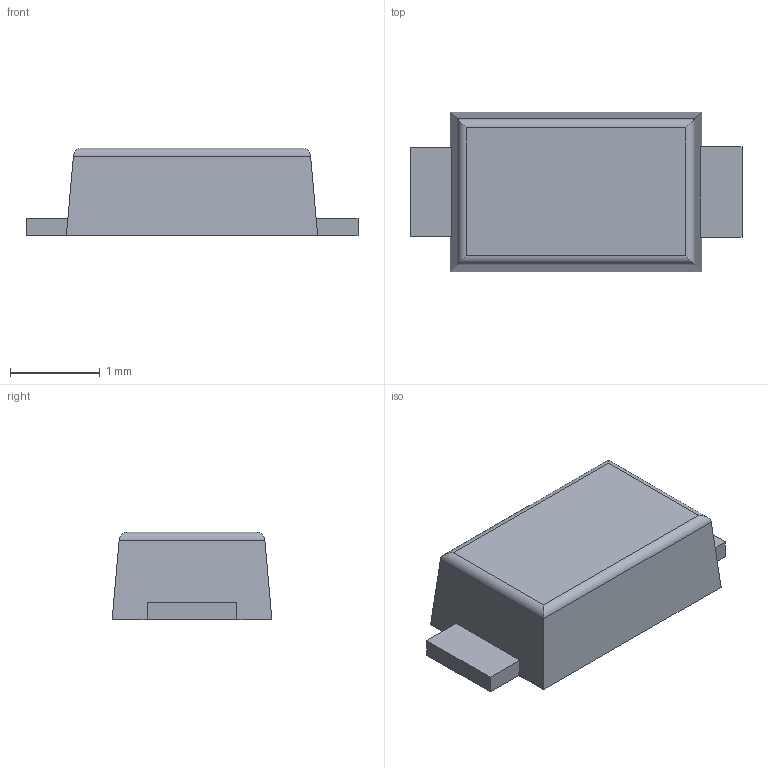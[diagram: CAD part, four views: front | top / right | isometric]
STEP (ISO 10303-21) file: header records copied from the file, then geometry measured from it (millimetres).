
FILE_DESCRIPTION( ( '' ), ' ' );
FILE_NAME( '5a0d8b234fdbcd0f63d91c2c.step', '2017-11-16T12:57:07', ( '' ), ( '' ), ' ', ' ', ' ' );
FILE_SCHEMA( ( 'AUTOMOTIVE_DESIGN { 1 0 10303 214 1 1 1 1 }' ) );
Length unit declared in the file: metre
Products named in the file (3): Open CASCADE STEP translator 6.8 1
Bounding box: 3.7 x 1.78 x 0.98 mm (x, y, z)
Volume: 4.7 mm3; surface area: 25.8 mm2
Topology: 3 solids, 3 shells, 38 faces, 92 edges, 60 vertices
Faces by surface type: plane 34, cylinder 4
Entity records: 1888 total; most frequent: CARTESIAN_POINT 193, ORIENTED_EDGE 184, DIRECTION 178, STYLED_ITEM 130, PRESENTATION_STYLE_ASSIGNMENT 130, COLOUR_RGB 130, EDGE_CURVE 92, CURVE_STYLE 92
